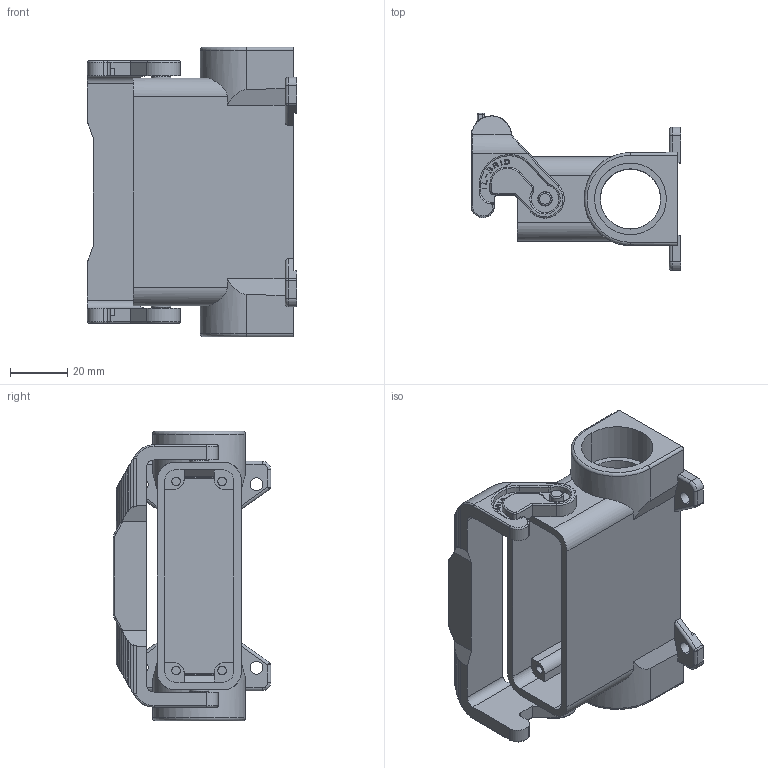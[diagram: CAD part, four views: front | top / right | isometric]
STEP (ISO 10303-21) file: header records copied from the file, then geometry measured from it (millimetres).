
FILE_DESCRIPTION(('Creo Elements/Direct Modeling STEP Export'),'2;1');
FILE_NAME('0ln7uvk45do2g0l1580','2016-10-27T16:10:00',(''),(''),'PTC Creo Elements/Direct Modeling STEP processor for AP214 (Solid Model)','PTC Creo Elements/Direct Modeling 19.0E 27-Jun-2016 (C) Parametric Technology GmbH','');
FILE_SCHEMA(('AUTOMOTIVE_DESIGN { 1 0 10303 214 1 1 1 1 }'));
Length unit declared in the file: millimetre
Products named in the file (2): MZAP_25_L225
Assembly tree (1 placements, depth 2):
  MZAP_25_L225
    MZAP_25_L225
Bounding box: 73 x 55 x 101 mm (x, y, z)
Volume: 67515.7 mm3; surface area: 40010.9 mm2
Topology: 1 solids, 5 shells, 784 faces, 2156 edges, 1419 vertices
Faces by surface type: plane 507, cylinder 219, torus 42, cone 8, sphere 6, bspline 2
Entity records: 36705 total; most frequent: CARTESIAN_POINT 10553, ORIENTED_EDGE 4300, DIRECTION 3912, EDGE_CURVE 2150, VECTOR 1546, LINE 1546, VERTEX_POINT 1419, AXIS2_PLACEMENT_3D 1183
